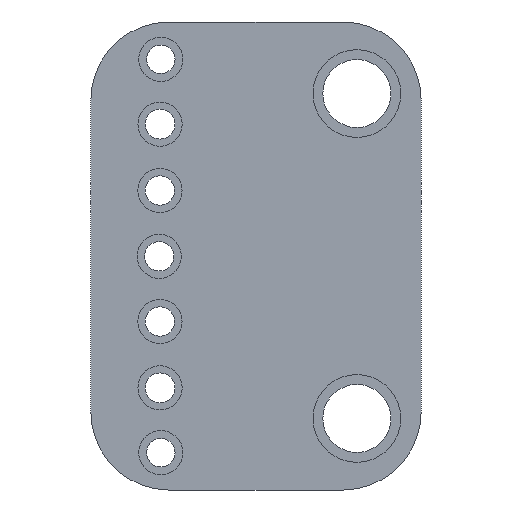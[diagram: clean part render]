
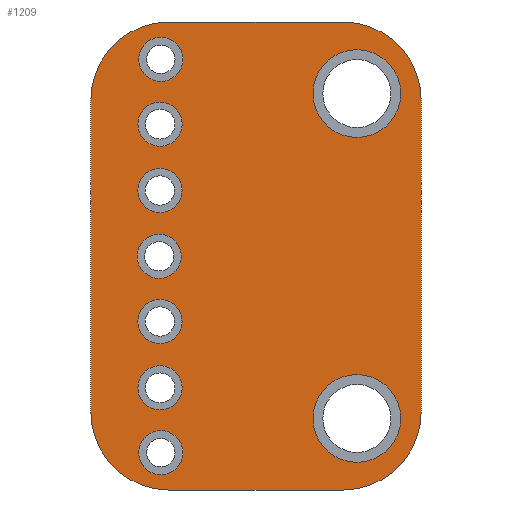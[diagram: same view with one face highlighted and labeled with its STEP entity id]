
A CAD part, front view. The second image highlights one B-rep face of the part: STEP entity #1209.
In plain terms, the highlighted planar face has unit normal (0, -1, 0).
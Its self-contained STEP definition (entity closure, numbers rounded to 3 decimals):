
#70=FACE_BOUND('',#258,.T.);
#71=FACE_BOUND('',#259,.T.);
#72=FACE_BOUND('',#260,.T.);
#73=FACE_BOUND('',#261,.T.);
#74=FACE_BOUND('',#262,.T.);
#75=FACE_BOUND('',#263,.T.);
#76=FACE_BOUND('',#264,.T.);
#77=FACE_BOUND('',#265,.T.);
#78=FACE_BOUND('',#266,.T.);
#146=FACE_OUTER_BOUND('',#257,.T.);
#257=EDGE_LOOP('',(#1011,#1012,#1013,#1014,#1015,#1016,#1017,#1018));
#258=EDGE_LOOP('',(#1019));
#259=EDGE_LOOP('',(#1020));
#260=EDGE_LOOP('',(#1021));
#261=EDGE_LOOP('',(#1022));
#262=EDGE_LOOP('',(#1023));
#263=EDGE_LOOP('',(#1024));
#264=EDGE_LOOP('',(#1025));
#265=EDGE_LOOP('',(#1026));
#266=EDGE_LOOP('',(#1027));
#344=LINE('',#1922,#437);
#349=LINE('',#1936,#442);
#353=LINE('',#1948,#446);
#357=LINE('',#1960,#450);
#437=VECTOR('',#1602,10.);
#442=VECTOR('',#1615,10.);
#446=VECTOR('',#1627,10.);
#450=VECTOR('',#1639,10.);
#458=CIRCLE('',#1220,0.85);
#462=CIRCLE('',#1226,0.85);
#464=CIRCLE('',#1229,0.85);
#468=CIRCLE('',#1235,0.85);
#474=CIRCLE('',#1244,0.85);
#478=CIRCLE('',#1250,0.85);
#482=CIRCLE('',#1256,0.85);
#484=CIRCLE('',#1259,1.687);
#486=CIRCLE('',#1262,1.687);
#492=CIRCLE('',#1311,3.);
#494=CIRCLE('',#1315,3.);
#496=CIRCLE('',#1319,3.);
#498=CIRCLE('',#1323,3.);
#510=VERTEX_POINT('',#1676);
#514=VERTEX_POINT('',#1686);
#516=VERTEX_POINT('',#1691);
#520=VERTEX_POINT('',#1701);
#526=VERTEX_POINT('',#1716);
#530=VERTEX_POINT('',#1726);
#534=VERTEX_POINT('',#1736);
#536=VERTEX_POINT('',#1741);
#538=VERTEX_POINT('',#1746);
#592=VERTEX_POINT('',#1920);
#593=VERTEX_POINT('',#1921);
#596=VERTEX_POINT('',#1929);
#598=VERTEX_POINT('',#1935);
#600=VERTEX_POINT('',#1941);
#602=VERTEX_POINT('',#1947);
#604=VERTEX_POINT('',#1953);
#606=VERTEX_POINT('',#1959);
#618=EDGE_CURVE('',#510,#510,#458,.T.);
#622=EDGE_CURVE('',#514,#514,#462,.T.);
#624=EDGE_CURVE('',#516,#516,#464,.T.);
#628=EDGE_CURVE('',#520,#520,#468,.T.);
#634=EDGE_CURVE('',#526,#526,#474,.T.);
#638=EDGE_CURVE('',#530,#530,#478,.T.);
#642=EDGE_CURVE('',#534,#534,#482,.T.);
#644=EDGE_CURVE('',#536,#536,#484,.T.);
#646=EDGE_CURVE('',#538,#538,#486,.T.);
#724=EDGE_CURVE('',#592,#593,#344,.T.);
#728=EDGE_CURVE('',#596,#593,#492,.T.);
#731=EDGE_CURVE('',#596,#598,#349,.T.);
#734=EDGE_CURVE('',#600,#598,#494,.T.);
#737=EDGE_CURVE('',#600,#602,#353,.T.);
#740=EDGE_CURVE('',#604,#602,#496,.T.);
#743=EDGE_CURVE('',#604,#606,#357,.T.);
#746=EDGE_CURVE('',#592,#606,#498,.T.);
#1011=ORIENTED_EDGE('',*,*,#746,.F.);
#1012=ORIENTED_EDGE('',*,*,#724,.T.);
#1013=ORIENTED_EDGE('',*,*,#728,.F.);
#1014=ORIENTED_EDGE('',*,*,#731,.T.);
#1015=ORIENTED_EDGE('',*,*,#734,.F.);
#1016=ORIENTED_EDGE('',*,*,#737,.T.);
#1017=ORIENTED_EDGE('',*,*,#740,.F.);
#1018=ORIENTED_EDGE('',*,*,#743,.T.);
#1019=ORIENTED_EDGE('',*,*,#618,.T.);
#1020=ORIENTED_EDGE('',*,*,#622,.T.);
#1021=ORIENTED_EDGE('',*,*,#624,.T.);
#1022=ORIENTED_EDGE('',*,*,#628,.T.);
#1023=ORIENTED_EDGE('',*,*,#634,.T.);
#1024=ORIENTED_EDGE('',*,*,#638,.T.);
#1025=ORIENTED_EDGE('',*,*,#642,.T.);
#1026=ORIENTED_EDGE('',*,*,#644,.T.);
#1027=ORIENTED_EDGE('',*,*,#646,.T.);
#1082=PLANE('',#1326);
#1209=ADVANCED_FACE('',(#146,#70,#71,#72,#73,#74,#75,#76,#77,#78),#1082,
 .F.);
#1220=AXIS2_PLACEMENT_3D('',#1677,#1350,#1351);
#1226=AXIS2_PLACEMENT_3D('',#1687,#1362,#1363);
#1229=AXIS2_PLACEMENT_3D('',#1692,#1368,#1369);
#1235=AXIS2_PLACEMENT_3D('',#1702,#1380,#1381);
#1244=AXIS2_PLACEMENT_3D('',#1717,#1398,#1399);
#1250=AXIS2_PLACEMENT_3D('',#1727,#1410,#1411);
#1256=AXIS2_PLACEMENT_3D('',#1737,#1422,#1423);
#1259=AXIS2_PLACEMENT_3D('',#1742,#1428,#1429);
#1262=AXIS2_PLACEMENT_3D('',#1747,#1434,#1435);
#1311=AXIS2_PLACEMENT_3D('',#1930,#1608,#1609);
#1315=AXIS2_PLACEMENT_3D('',#1942,#1620,#1621);
#1319=AXIS2_PLACEMENT_3D('',#1954,#1632,#1633);
#1323=AXIS2_PLACEMENT_3D('',#1965,#1644,#1645);
#1326=AXIS2_PLACEMENT_3D('',#1968,#1650,#1651);
#1350=DIRECTION('center_axis',(0.,1.,0.));
#1351=DIRECTION('ref_axis',(-1.,0.,0.));
#1362=DIRECTION('center_axis',(0.,1.,0.));
#1363=DIRECTION('ref_axis',(-1.,0.,0.));
#1368=DIRECTION('center_axis',(0.,1.,0.));
#1369=DIRECTION('ref_axis',(-1.,0.,0.));
#1380=DIRECTION('center_axis',(0.,1.,0.));
#1381=DIRECTION('ref_axis',(-1.,0.,0.));
#1398=DIRECTION('center_axis',(0.,1.,0.));
#1399=DIRECTION('ref_axis',(-1.,0.,0.));
#1410=DIRECTION('center_axis',(0.,1.,0.));
#1411=DIRECTION('ref_axis',(-1.,0.,0.));
#1422=DIRECTION('center_axis',(0.,1.,0.));
#1423=DIRECTION('ref_axis',(-1.,0.,0.));
#1428=DIRECTION('center_axis',(0.,1.,0.));
#1429=DIRECTION('ref_axis',(-1.,0.,0.));
#1434=DIRECTION('center_axis',(0.,1.,0.));
#1435=DIRECTION('ref_axis',(-1.,0.,0.));
#1602=DIRECTION('',(0.,0.,-1.));
#1608=DIRECTION('center_axis',(0.,1.,0.));
#1609=DIRECTION('ref_axis',(0.,0.,-1.));
#1615=DIRECTION('',(1.,0.,0.));
#1620=DIRECTION('center_axis',(0.,1.,0.));
#1621=DIRECTION('ref_axis',(1.,0.,0.));
#1627=DIRECTION('',(0.,0.,1.));
#1632=DIRECTION('center_axis',(0.,1.,0.));
#1633=DIRECTION('ref_axis',(0.,0.,1.));
#1639=DIRECTION('',(-1.,0.,0.));
#1644=DIRECTION('center_axis',(0.,1.,0.));
#1645=DIRECTION('ref_axis',(-1.,0.,0.));
#1650=DIRECTION('center_axis',(0.,1.,0.));
#1651=DIRECTION('ref_axis',(1.,0.,0.));
#1676=CARTESIAN_POINT('',(-2.81,0.,-7.566));
#1677=CARTESIAN_POINT('Origin',(-3.66,0.,-7.566));
#1686=CARTESIAN_POINT('',(-2.841,0.,-5.071));
#1687=CARTESIAN_POINT('Origin',(-3.691,0.,-5.071));
#1691=CARTESIAN_POINT('',(-2.843,0.,2.518));
#1692=CARTESIAN_POINT('Origin',(-3.693,0.,2.518));
#1701=CARTESIAN_POINT('',(-2.872,0.,-0.011));
#1702=CARTESIAN_POINT('Origin',(-3.722,0.,-0.011));
#1716=CARTESIAN_POINT('',(-2.843,0.,-2.518));
#1717=CARTESIAN_POINT('Origin',(-3.693,0.,-2.518));
#1726=CARTESIAN_POINT('',(-2.841,0.,5.071));
#1727=CARTESIAN_POINT('Origin',(-3.691,0.,5.071));
#1736=CARTESIAN_POINT('',(-2.81,0.,7.566));
#1737=CARTESIAN_POINT('Origin',(-3.66,0.,7.566));
#1741=CARTESIAN_POINT('',(5.567,0.,6.249));
#1742=CARTESIAN_POINT('Origin',(3.88,0.,6.249));
#1746=CARTESIAN_POINT('',(5.567,0.,-6.249));
#1747=CARTESIAN_POINT('Origin',(3.88,0.,-6.249));
#1920=CARTESIAN_POINT('',(-6.35,0.,6.));
#1921=CARTESIAN_POINT('',(-6.35,0.,-6.));
#1922=CARTESIAN_POINT('',(-6.35,0.,6.));
#1929=CARTESIAN_POINT('',(-3.35,0.,-9.));
#1930=CARTESIAN_POINT('Origin',(-3.35,0.,-6.));
#1935=CARTESIAN_POINT('',(3.35,0.,-9.));
#1936=CARTESIAN_POINT('',(-3.35,0.,-9.));
#1941=CARTESIAN_POINT('',(6.35,0.,-6.));
#1942=CARTESIAN_POINT('Origin',(3.35,0.,-6.));
#1947=CARTESIAN_POINT('',(6.35,0.,6.));
#1948=CARTESIAN_POINT('',(6.35,0.,-6.));
#1953=CARTESIAN_POINT('',(3.35,0.,9.));
#1954=CARTESIAN_POINT('Origin',(3.35,0.,6.));
#1959=CARTESIAN_POINT('',(-3.35,0.,9.));
#1960=CARTESIAN_POINT('',(3.35,0.,9.));
#1965=CARTESIAN_POINT('Origin',(-3.35,0.,6.));
#1968=CARTESIAN_POINT('Origin',(0.,0.,0.));
